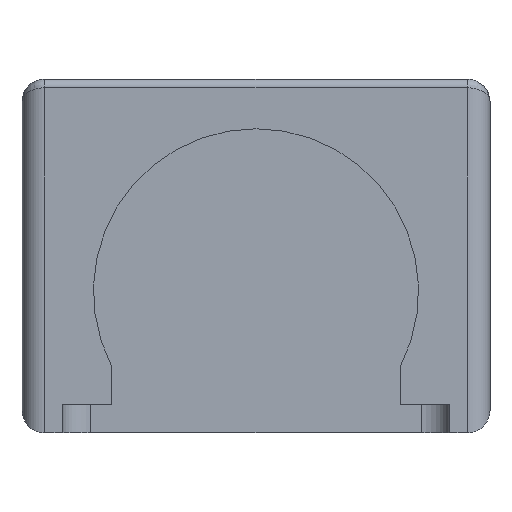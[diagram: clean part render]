
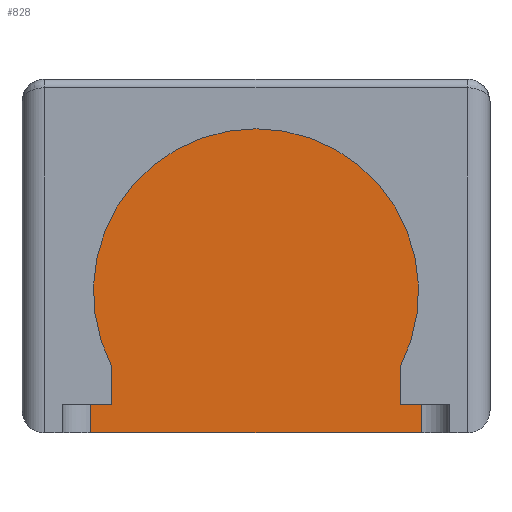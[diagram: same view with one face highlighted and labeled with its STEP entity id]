
A CAD part, front view. The second image highlights one B-rep face of the part: STEP entity #828.
In plain terms, the highlighted planar face has unit normal (0, -1, 0).
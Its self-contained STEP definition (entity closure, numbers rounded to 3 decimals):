
#14 = VERTEX_POINT ( 'NONE', #430 ) ;
#25 = CARTESIAN_POINT ( 'NONE',  ( 3.175, 27.5, 2.344 ) ) ;
#38 = LINE ( 'NONE', #1087, #148 ) ;
#45 = DIRECTION ( 'NONE',  ( -1., 0., 0. ) ) ;
#47 = VECTOR ( 'NONE', #747, 1000. ) ;
#50 = CARTESIAN_POINT ( 'NONE',  ( 0., 27.5, 0. ) ) ;
#97 = ORIENTED_EDGE ( 'NONE', *, *, #588, .T. ) ;
#136 = CARTESIAN_POINT ( 'NONE',  ( 14.125, 27.5, 1. ) ) ;
#147 = EDGE_CURVE ( 'NONE', #237, #1219, #710, .T. ) ;
#148 = VECTOR ( 'NONE', #386, 1000. ) ;
#171 = CARTESIAN_POINT ( 'NONE',  ( 14.125, 27.5, 0. ) ) ;
#176 = CARTESIAN_POINT ( 'NONE',  ( 13.375, 27.5, 1. ) ) ;
#188 = CARTESIAN_POINT ( 'NONE',  ( 1.425, 27.5, 0. ) ) ;
#212 = EDGE_CURVE ( 'NONE', #899, #915, #1004, .T. ) ;
#237 = VERTEX_POINT ( 'NONE', #25 ) ;
#238 = DIRECTION ( 'NONE',  ( 0., -1., 0. ) ) ;
#267 = DIRECTION ( 'NONE',  ( 0., 0., 1. ) ) ;
#285 = VECTOR ( 'NONE', #267, 1000. ) ;
#306 = LINE ( 'NONE', #1101, #582 ) ;
#332 = ORIENTED_EDGE ( 'NONE', *, *, #505, .T. ) ;
#345 = EDGE_LOOP ( 'NONE', ( #992, #1268, #97, #332, #900, #749, #766, #514 ) ) ;
#349 = EDGE_CURVE ( 'NONE', #237, #14, #38, .T. ) ;
#363 = EDGE_CURVE ( 'NONE', #915, #1219, #306, .T. ) ;
#368 = DIRECTION ( 'NONE',  ( 1., 0., 0. ) ) ;
#386 = DIRECTION ( 'NONE',  ( 0., 0., -1. ) ) ;
#392 = CARTESIAN_POINT ( 'NONE',  ( 2.425, 27.5, 0. ) ) ;
#426 = DIRECTION ( 'NONE',  ( 0., 0., -1. ) ) ;
#430 = CARTESIAN_POINT ( 'NONE',  ( 3.175, 27.5, 1. ) ) ;
#456 = AXIS2_PLACEMENT_3D ( 'NONE', #470, #1062, #657 ) ;
#470 = CARTESIAN_POINT ( 'NONE',  ( 8.275, 27.5, 5. ) ) ;
#497 = EDGE_CURVE ( 'NONE', #1105, #955, #957, .T. ) ;
#498 = CARTESIAN_POINT ( 'NONE',  ( 13.375, 27.5, 1. ) ) ;
#505 = EDGE_CURVE ( 'NONE', #820, #899, #857, .T. ) ;
#506 = DIRECTION ( 'NONE',  ( -1., 0., 0. ) ) ;
#512 = CARTESIAN_POINT ( 'NONE',  ( 3.175, 27.5, 1. ) ) ;
#514 = ORIENTED_EDGE ( 'NONE', *, *, #349, .T. ) ;
#582 = VECTOR ( 'NONE', #595, 1000. ) ;
#588 = EDGE_CURVE ( 'NONE', #955, #820, #865, .T. ) ;
#595 = DIRECTION ( 'NONE',  ( 0., 0., 1. ) ) ;
#657 = DIRECTION ( 'NONE',  ( 0., 0., 1. ) ) ;
#710 = CIRCLE ( 'NONE', #456, 5.75 ) ;
#723 = FACE_OUTER_BOUND ( 'NONE', #345, .T. ) ;
#733 = VECTOR ( 'NONE', #45, 1000. ) ;
#747 = DIRECTION ( 'NONE',  ( 0., 0., -1. ) ) ;
#749 = ORIENTED_EDGE ( 'NONE', *, *, #363, .T. ) ;
#766 = ORIENTED_EDGE ( 'NONE', *, *, #147, .F. ) ;
#791 = VECTOR ( 'NONE', #506, 1000. ) ;
#816 = EDGE_CURVE ( 'NONE', #14, #1105, #829, .T. ) ;
#820 = VERTEX_POINT ( 'NONE', #1131 ) ;
#828 = ADVANCED_FACE ( 'NONE', ( #723 ), #902, .T. ) ;
#829 = LINE ( 'NONE', #512, #733 ) ;
#857 = LINE ( 'NONE', #171, #285 ) ;
#865 = LINE ( 'NONE', #188, #971 ) ;
#899 = VERTEX_POINT ( 'NONE', #136 ) ;
#900 = ORIENTED_EDGE ( 'NONE', *, *, #212, .T. ) ;
#902 = PLANE ( 'NONE',  #931 ) ;
#915 = VERTEX_POINT ( 'NONE', #176 ) ;
#931 = AXIS2_PLACEMENT_3D ( 'NONE', #50, #238, #426 ) ;
#955 = VERTEX_POINT ( 'NONE', #392 ) ;
#956 = CARTESIAN_POINT ( 'NONE',  ( 13.375, 27.5, 2.344 ) ) ;
#957 = LINE ( 'NONE', #1159, #47 ) ;
#971 = VECTOR ( 'NONE', #368, 1000. ) ;
#992 = ORIENTED_EDGE ( 'NONE', *, *, #816, .T. ) ;
#1004 = LINE ( 'NONE', #498, #791 ) ;
#1016 = CARTESIAN_POINT ( 'NONE',  ( 2.425, 27.5, 1. ) ) ;
#1062 = DIRECTION ( 'NONE',  ( 0., 1., 0. ) ) ;
#1087 = CARTESIAN_POINT ( 'NONE',  ( 3.175, 27.5, 1. ) ) ;
#1101 = CARTESIAN_POINT ( 'NONE',  ( 13.375, 27.5, 1. ) ) ;
#1105 = VERTEX_POINT ( 'NONE', #1016 ) ;
#1131 = CARTESIAN_POINT ( 'NONE',  ( 14.125, 27.5, 0. ) ) ;
#1159 = CARTESIAN_POINT ( 'NONE',  ( 2.425, 27.5, 0. ) ) ;
#1219 = VERTEX_POINT ( 'NONE', #956 ) ;
#1268 = ORIENTED_EDGE ( 'NONE', *, *, #497, .T. ) ;
